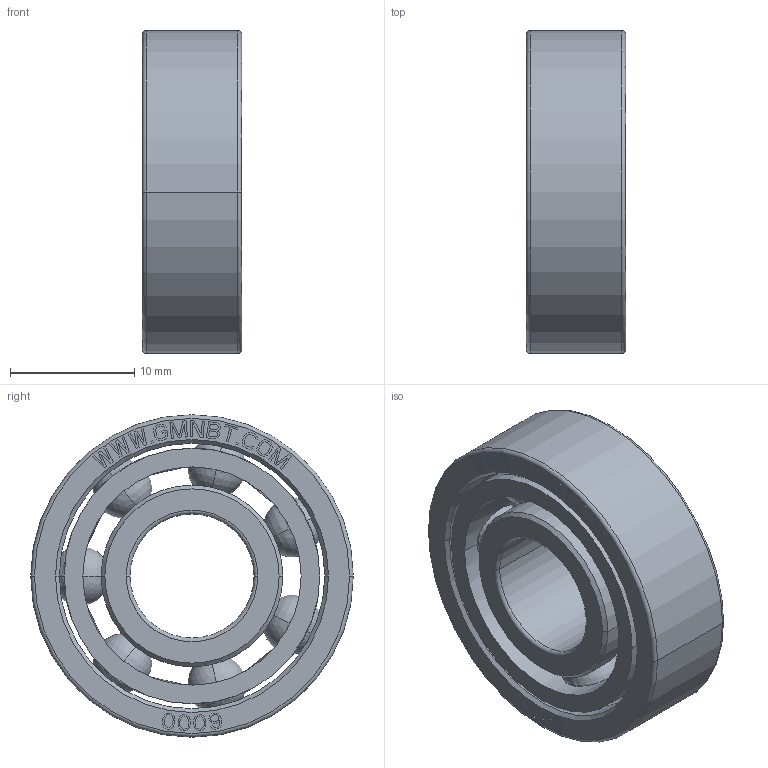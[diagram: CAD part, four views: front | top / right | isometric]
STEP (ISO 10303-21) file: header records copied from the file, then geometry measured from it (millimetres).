
FILE_DESCRIPTION((''),'2;1');
FILE_NAME('6000_PRT','2014-11-17T',('sales 4'),(''),'PRO/ENGINEER BY PARAMETRIC TECHNOLOGY CORPORATION, 2013150','PRO/ENGINEER BY PARAMETRIC TECHNOLOGY CORPORATION, 2013150','');
FILE_SCHEMA(('AUTOMOTIVE_DESIGN { 1 0 10303 214 1 1 1 1 }'));
Length unit declared in the file: millimetre
Products named in the file (1): 6000_PRT
Bounding box: 8.01 x 26 x 26 mm (x, y, z)
Volume: 2786.1 mm3; surface area: 3814.5 mm2
Topology: 10 solids, 10 shells, 544 faces, 1520 edges, 990 vertices
Faces by surface type: plane 480, cylinder 30, sphere 14, torus 12, cone 8
Entity records: 23122 total; most frequent: CARTESIAN_POINT 4382, ORIENTED_EDGE 2984, DIRECTION 2626, PRESENTATION_STYLE_ASSIGNMENT 1525, STYLED_ITEM 1502, CURVE_STYLE 1492, EDGE_CURVE 1492, VECTOR 1390
